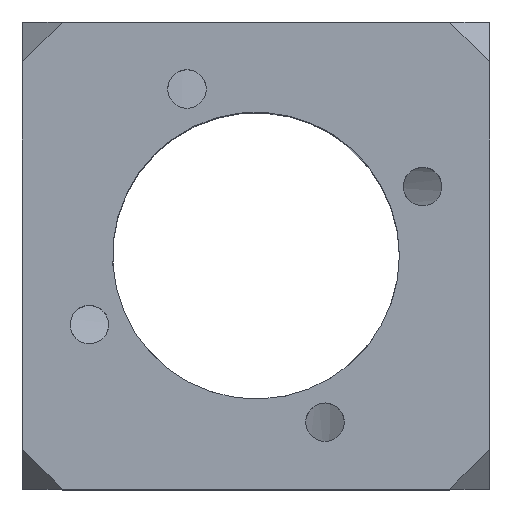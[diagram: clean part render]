
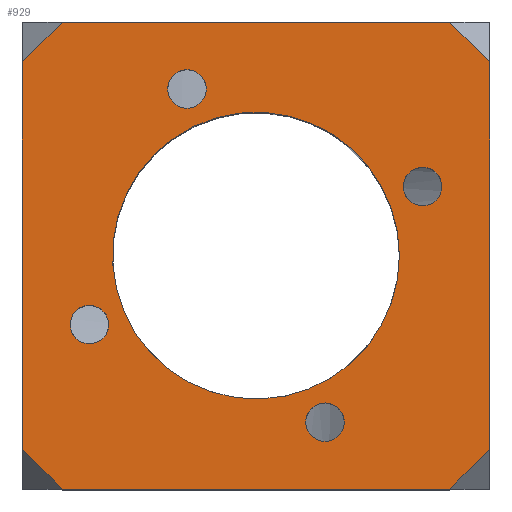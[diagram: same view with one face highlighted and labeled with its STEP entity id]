
A CAD part, top view. The second image highlights one B-rep face of the part: STEP entity #929.
In plain terms, the highlighted planar face has unit normal (0, 0, 1).
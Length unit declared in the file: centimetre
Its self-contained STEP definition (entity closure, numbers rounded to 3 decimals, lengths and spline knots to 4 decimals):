
#117=VECTOR('',#1129,1.);
#119=VECTOR('',#1134,1.);
#120=VECTOR('',#1135,1.);
#121=VECTOR('',#1136,1.);
#122=VECTOR('',#1137,1.);
#123=VECTOR('',#1138,1.);
#124=VECTOR('',#1139,1.);
#125=VECTOR('',#1140,1.);
#153=LINE('',#2135,#117);
#155=LINE('',#2141,#119);
#156=LINE('',#2143,#120);
#157=LINE('',#2145,#121);
#158=LINE('',#2147,#122);
#159=LINE('',#2149,#123);
#160=LINE('',#2151,#124);
#161=LINE('',#2153,#125);
#189=PLANE('',#997);
#206=CIRCLE('',#957,0.2248);
#207=CIRCLE('',#959,0.2248);
#208=CIRCLE('',#961,0.2248);
#215=CIRCLE('',#975,0.2248);
#226=CIRCLE('',#998,1.6764);
#241=VERTEX_POINT('',#1408);
#243=VERTEX_POINT('',#1446);
#245=VERTEX_POINT('',#1484);
#259=VERTEX_POINT('',#1750);
#280=VERTEX_POINT('',#2133);
#282=VERTEX_POINT('',#2136);
#283=VERTEX_POINT('',#2140);
#284=VERTEX_POINT('',#2142);
#285=VERTEX_POINT('',#2144);
#286=VERTEX_POINT('',#2146);
#287=VERTEX_POINT('',#2148);
#288=VERTEX_POINT('',#2150);
#289=VERTEX_POINT('',#2152);
#351=EDGE_CURVE('',#241,#241,#206,.T.);
#353=EDGE_CURVE('',#243,#243,#207,.T.);
#355=EDGE_CURVE('',#245,#245,#208,.T.);
#369=EDGE_CURVE('',#259,#259,#215,.T.);
#391=EDGE_CURVE('',#282,#280,#153,.T.);
#393=EDGE_CURVE('',#283,#283,#226,.T.);
#394=EDGE_CURVE('',#284,#280,#155,.T.);
#395=EDGE_CURVE('',#284,#285,#156,.T.);
#396=EDGE_CURVE('',#285,#286,#157,.T.);
#397=EDGE_CURVE('',#286,#287,#158,.T.);
#398=EDGE_CURVE('',#287,#288,#159,.T.);
#399=EDGE_CURVE('',#288,#289,#160,.T.);
#400=EDGE_CURVE('',#289,#282,#161,.T.);
#495=ORIENTED_EDGE('',*,*,#351,.T.);
#496=ORIENTED_EDGE('',*,*,#353,.T.);
#497=ORIENTED_EDGE('',*,*,#355,.T.);
#498=ORIENTED_EDGE('',*,*,#369,.T.);
#499=ORIENTED_EDGE('',*,*,#393,.T.);
#500=ORIENTED_EDGE('',*,*,#391,.T.);
#501=ORIENTED_EDGE('',*,*,#394,.F.);
#502=ORIENTED_EDGE('',*,*,#395,.T.);
#503=ORIENTED_EDGE('',*,*,#396,.T.);
#504=ORIENTED_EDGE('',*,*,#397,.T.);
#505=ORIENTED_EDGE('',*,*,#398,.T.);
#506=ORIENTED_EDGE('',*,*,#399,.T.);
#507=ORIENTED_EDGE('',*,*,#400,.T.);
#697=EDGE_LOOP('',(#495));
#698=EDGE_LOOP('',(#496));
#699=EDGE_LOOP('',(#497));
#700=EDGE_LOOP('',(#498));
#701=EDGE_LOOP('',(#499));
#702=EDGE_LOOP('',(#500,#501,#502,#503,#504,#505,#506,#507));
#825=FACE_BOUND('',#697,.T.);
#826=FACE_BOUND('',#698,.T.);
#827=FACE_BOUND('',#699,.T.);
#828=FACE_BOUND('',#700,.T.);
#829=FACE_BOUND('',#701,.T.);
#830=FACE_BOUND('',#702,.T.);
#929=ADVANCED_FACE('',(#825,#826,#827,#828,#829,#830),#189,.T.);
#957=AXIS2_PLACEMENT_3D('',#1407,#1049,#1050);
#959=AXIS2_PLACEMENT_3D('',#1445,#1053,#1054);
#961=AXIS2_PLACEMENT_3D('',#1483,#1057,#1058);
#975=AXIS2_PLACEMENT_3D('',#1749,#1085,#1086);
#997=AXIS2_PLACEMENT_3D('',#2138,#1131,$);
#998=AXIS2_PLACEMENT_3D('',#2139,#1132,#1133);
#1049=DIRECTION('',(0.,0.,-1.));
#1050=DIRECTION('',(0.,-0.225,0.));
#1053=DIRECTION('',(0.,0.,-1.));
#1054=DIRECTION('',(-0.225,0.,0.));
#1057=DIRECTION('',(0.,0.,-1.));
#1058=DIRECTION('',(0.,0.225,0.));
#1085=DIRECTION('',(0.,0.,-1.));
#1086=DIRECTION('',(0.225,0.,0.));
#1129=DIRECTION('',(-0.707,0.707,0.));
#1131=DIRECTION('',(0.,0.,1.));
#1132=DIRECTION('',(0.,0.,-1.));
#1133=DIRECTION('',(-1.676,0.,0.));
#1134=DIRECTION('',(1.,0.,0.));
#1135=DIRECTION('',(-0.707,-0.707,0.));
#1136=DIRECTION('',(0.,-1.,0.));
#1137=DIRECTION('',(0.707,-0.707,0.));
#1138=DIRECTION('',(1.,0.,0.));
#1139=DIRECTION('',(0.707,0.707,0.));
#1140=DIRECTION('',(0.,1.,0.));
#1407=CARTESIAN_POINT('',(1.9477,0.8068,2.7305));
#1408=CARTESIAN_POINT('',(1.9477,1.0316,2.7305));
#1445=CARTESIAN_POINT('',(0.8068,-1.9477,2.7305));
#1446=CARTESIAN_POINT('',(1.0316,-1.9477,2.7305));
#1483=CARTESIAN_POINT('',(-1.9477,-0.8068,2.7305));
#1484=CARTESIAN_POINT('',(-1.9477,-1.0316,2.7305));
#1749=CARTESIAN_POINT('',(-0.8068,1.9477,2.7305));
#1750=CARTESIAN_POINT('',(-1.0316,1.9477,2.7305));
#2133=CARTESIAN_POINT('',(2.2636,2.7305,2.7305));
#2135=CARTESIAN_POINT('',(1.8144,3.1797,2.7305));
#2136=CARTESIAN_POINT('',(2.7305,2.2636,2.7305));
#2138=CARTESIAN_POINT('',(-2.7305,0.,2.7305));
#2139=CARTESIAN_POINT('',(0.,0.,2.7305));
#2140=CARTESIAN_POINT('',(1.6764,0.,2.7305));
#2141=CARTESIAN_POINT('',(-2.7305,2.7305,2.7305));
#2142=CARTESIAN_POINT('',(-2.2636,2.7305,2.7305));
#2143=CARTESIAN_POINT('',(-3.1797,1.8144,2.7305));
#2144=CARTESIAN_POINT('',(-2.7305,2.2636,2.7305));
#2145=CARTESIAN_POINT('',(-2.7305,2.7305,2.7305));
#2146=CARTESIAN_POINT('',(-2.7305,-2.2636,2.7305));
#2147=CARTESIAN_POINT('',(-3.1797,-1.8144,2.7305));
#2148=CARTESIAN_POINT('',(-2.2636,-2.7305,2.7305));
#2149=CARTESIAN_POINT('',(-2.7305,-2.7305,2.7305));
#2150=CARTESIAN_POINT('',(2.2636,-2.7305,2.7305));
#2151=CARTESIAN_POINT('',(1.8144,-3.1797,2.7305));
#2152=CARTESIAN_POINT('',(2.7305,-2.2636,2.7305));
#2153=CARTESIAN_POINT('',(2.7305,2.7305,2.7305));
